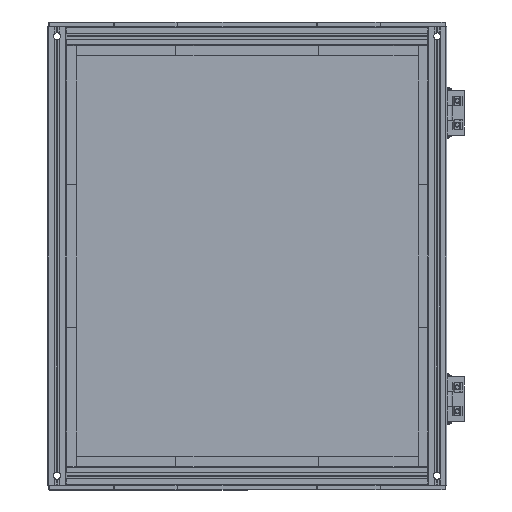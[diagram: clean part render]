
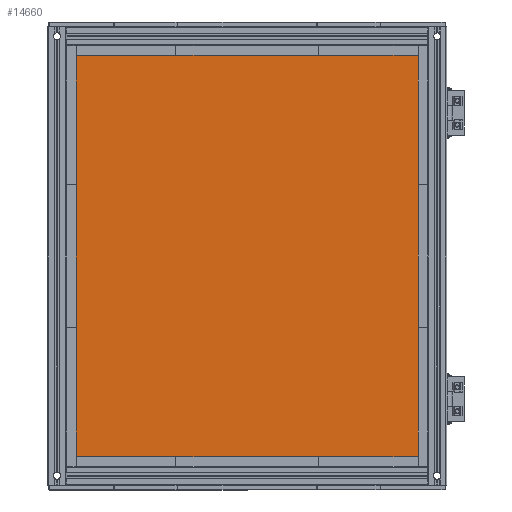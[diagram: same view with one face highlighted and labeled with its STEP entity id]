
A CAD part, left-side view. The second image highlights one B-rep face of the part: STEP entity #14660.
In plain terms, the highlighted planar face has unit normal (-1, 0, 0).
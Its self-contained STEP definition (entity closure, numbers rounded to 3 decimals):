
#1944=FACE_OUTER_BOUND('',#2868,.T.);
#2868=EDGE_LOOP('',(#13267,#13268,#13269,#13270));
#4390=LINE('',#24926,#5918);
#4393=LINE('',#24932,#5921);
#4394=LINE('',#24934,#5922);
#4395=LINE('',#24935,#5923);
#5918=VECTOR('',#20480,10.);
#5921=VECTOR('',#20485,10.);
#5922=VECTOR('',#20486,10.);
#5923=VECTOR('',#20487,10.);
#7219=VERTEX_POINT('',#24922);
#7221=VERTEX_POINT('',#24925);
#7223=VERTEX_POINT('',#24931);
#7224=VERTEX_POINT('',#24933);
#9236=EDGE_CURVE('',#7221,#7219,#4390,.T.);
#9239=EDGE_CURVE('',#7219,#7223,#4393,.T.);
#9240=EDGE_CURVE('',#7223,#7224,#4394,.T.);
#9241=EDGE_CURVE('',#7224,#7221,#4395,.T.);
#13267=ORIENTED_EDGE('',*,*,#9236,.T.);
#13268=ORIENTED_EDGE('',*,*,#9239,.T.);
#13269=ORIENTED_EDGE('',*,*,#9240,.T.);
#13270=ORIENTED_EDGE('',*,*,#9241,.T.);
#13872=PLANE('',#16320);
#14660=ADVANCED_FACE('',(#1944),#13872,.T.);
#16320=AXIS2_PLACEMENT_3D('',#24930,#20483,#20484);
#20480=DIRECTION('',(0.,1.,0.));
#20483=DIRECTION('center_axis',(-1.,0.,0.));
#20484=DIRECTION('ref_axis',(0.,0.,
1.));
#20485=DIRECTION('',(0.,0.,-1.));
#20486=DIRECTION('',(0.,-1.,0.));
#20487=DIRECTION('',(0.,0.,1.));
#24922=CARTESIAN_POINT('',(245.,184.,215.));
#24925=CARTESIAN_POINT('',(245.,-184.,215.));
#24926=CARTESIAN_POINT('',(245.,-106.,215.));
#24930=CARTESIAN_POINT('Origin',(245.,-1.,5.));
#24931=CARTESIAN_POINT('',(245.,184.,-215.));
#24932=CARTESIAN_POINT('',(245.,184.,125.));
#24933=CARTESIAN_POINT('',(245.,-184.,-215.));
#24934=CARTESIAN_POINT('',(245.,104.,-215.));
#24935=CARTESIAN_POINT('',(245.,-184.,-115.));
